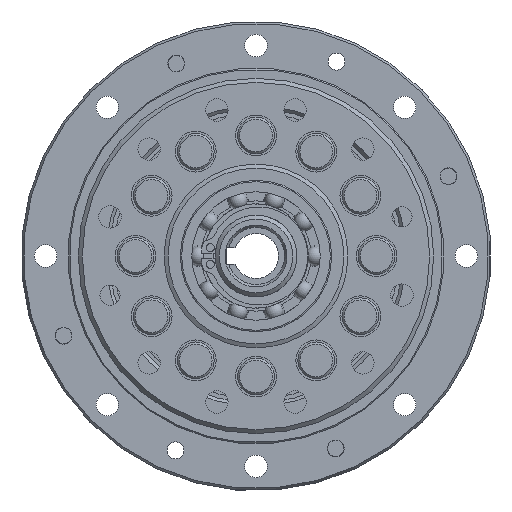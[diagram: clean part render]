
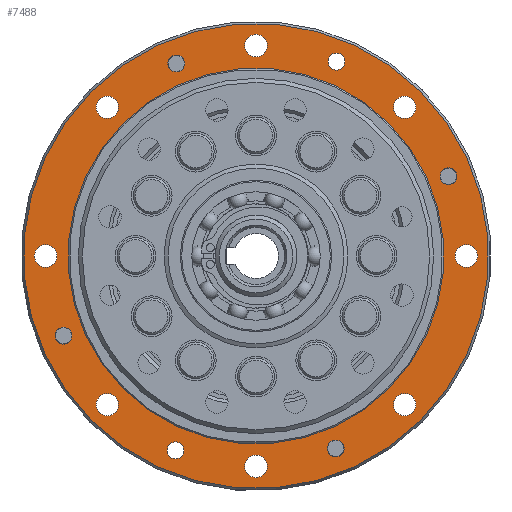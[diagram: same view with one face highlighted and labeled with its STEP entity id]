
A CAD part, left-side view. The second image highlights one B-rep face of the part: STEP entity #7488.
In plain terms, the highlighted planar face has unit normal (-1, 0, 0).
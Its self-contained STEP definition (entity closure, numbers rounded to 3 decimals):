
#1099=FACE_BOUND('',#2532,.T.);
#1100=FACE_BOUND('',#2533,.T.);
#1101=FACE_BOUND('',#2534,.T.);
#1102=FACE_BOUND('',#2535,.T.);
#1103=FACE_BOUND('',#2536,.T.);
#1104=FACE_BOUND('',#2537,.T.);
#1105=FACE_BOUND('',#2538,.T.);
#1106=FACE_BOUND('',#2539,.T.);
#1107=FACE_BOUND('',#2540,.T.);
#1108=FACE_BOUND('',#2541,.T.);
#1109=FACE_BOUND('',#2542,.T.);
#1110=FACE_BOUND('',#2543,.T.);
#1111=FACE_BOUND('',#2544,.T.);
#1112=FACE_BOUND('',#2545,.T.);
#1113=FACE_BOUND('',#2546,.T.);
#1618=FACE_OUTER_BOUND('',#2531,.T.);
#2531=EDGE_LOOP('',(#6199));
#2532=EDGE_LOOP('',(#6200));
#2533=EDGE_LOOP('',(#6201));
#2534=EDGE_LOOP('',(#6202));
#2535=EDGE_LOOP('',(#6203));
#2536=EDGE_LOOP('',(#6204));
#2537=EDGE_LOOP('',(#6205));
#2538=EDGE_LOOP('',(#6206));
#2539=EDGE_LOOP('',(#6207));
#2540=EDGE_LOOP('',(#6208));
#2541=EDGE_LOOP('',(#6209));
#2542=EDGE_LOOP('',(#6210));
#2543=EDGE_LOOP('',(#6211));
#2544=EDGE_LOOP('',(#6212));
#2545=EDGE_LOOP('',(#6213));
#2546=EDGE_LOOP('',(#6214));
#2768=CIRCLE('',#7847,46.);
#3185=CIRCLE('',#8585,2.067);
#3186=CIRCLE('',#8587,2.067);
#3187=CIRCLE('',#8589,2.75);
#3188=CIRCLE('',#8591,2.75);
#3189=CIRCLE('',#8593,2.75);
#3190=CIRCLE('',#8595,2.75);
#3191=CIRCLE('',#8597,2.75);
#3192=CIRCLE('',#8599,2.75);
#3193=CIRCLE('',#8601,2.75);
#3194=CIRCLE('',#8603,2.75);
#3195=CIRCLE('',#8605,2.067);
#3196=CIRCLE('',#8607,2.067);
#3197=CIRCLE('',#8609,2.067);
#3198=CIRCLE('',#8611,2.067);
#3201=CIRCLE('',#8617,56.923);
#3387=VERTEX_POINT('',#11560);
#3839=VERTEX_POINT('',#12974);
#3840=VERTEX_POINT('',#12977);
#3841=VERTEX_POINT('',#12980);
#3842=VERTEX_POINT('',#12983);
#3843=VERTEX_POINT('',#12986);
#3844=VERTEX_POINT('',#12989);
#3845=VERTEX_POINT('',#12992);
#3846=VERTEX_POINT('',#12995);
#3847=VERTEX_POINT('',#12998);
#3848=VERTEX_POINT('',#13001);
#3849=VERTEX_POINT('',#13004);
#3850=VERTEX_POINT('',#13007);
#3851=VERTEX_POINT('',#13010);
#3852=VERTEX_POINT('',#13013);
#3855=VERTEX_POINT('',#13022);
#4051=EDGE_CURVE('',#3387,#3387,#2768,.T.);
#4634=EDGE_CURVE('',#3839,#3839,#3185,.T.);
#4635=EDGE_CURVE('',#3840,#3840,#3186,.T.);
#4636=EDGE_CURVE('',#3841,#3841,#3187,.T.);
#4637=EDGE_CURVE('',#3842,#3842,#3188,.T.);
#4638=EDGE_CURVE('',#3843,#3843,#3189,.T.);
#4639=EDGE_CURVE('',#3844,#3844,#3190,.T.);
#4640=EDGE_CURVE('',#3845,#3845,#3191,.T.);
#4641=EDGE_CURVE('',#3846,#3846,#3192,.T.);
#4642=EDGE_CURVE('',#3847,#3847,#3193,.T.);
#4643=EDGE_CURVE('',#3848,#3848,#3194,.T.);
#4644=EDGE_CURVE('',#3849,#3849,#3195,.T.);
#4645=EDGE_CURVE('',#3850,#3850,#3196,.T.);
#4646=EDGE_CURVE('',#3851,#3851,#3197,.T.);
#4647=EDGE_CURVE('',#3852,#3852,#3198,.T.);
#4650=EDGE_CURVE('',#3855,#3855,#3201,.T.);
#6199=ORIENTED_EDGE('',*,*,#4650,.F.);
#6200=ORIENTED_EDGE('',*,*,#4634,.T.);
#6201=ORIENTED_EDGE('',*,*,#4635,.T.);
#6202=ORIENTED_EDGE('',*,*,#4636,.T.);
#6203=ORIENTED_EDGE('',*,*,#4637,.T.);
#6204=ORIENTED_EDGE('',*,*,#4638,.T.);
#6205=ORIENTED_EDGE('',*,*,#4639,.T.);
#6206=ORIENTED_EDGE('',*,*,#4640,.T.);
#6207=ORIENTED_EDGE('',*,*,#4641,.T.);
#6208=ORIENTED_EDGE('',*,*,#4642,.T.);
#6209=ORIENTED_EDGE('',*,*,#4643,.T.);
#6210=ORIENTED_EDGE('',*,*,#4644,.T.);
#6211=ORIENTED_EDGE('',*,*,#4645,.T.);
#6212=ORIENTED_EDGE('',*,*,#4646,.T.);
#6213=ORIENTED_EDGE('',*,*,#4647,.T.);
#6214=ORIENTED_EDGE('',*,*,#4051,.T.);
#6464=PLANE('',#8620);
#7488=ADVANCED_FACE('',(#1618,#1099,#1100,#1101,#1102,#1103,#1104,#1105,
#1106,#1107,#1108,#1109,#1110,#1111,#1112,#1113),#6464,.F.);
#7847=AXIS2_PLACEMENT_3D('',#11561,#9275,#9276);
#8585=AXIS2_PLACEMENT_3D('',#12975,#10888,#10889);
#8587=AXIS2_PLACEMENT_3D('',#12978,#10892,#10893);
#8589=AXIS2_PLACEMENT_3D('',#12981,#10896,#10897);
#8591=AXIS2_PLACEMENT_3D('',#12984,#10900,#10901);
#8593=AXIS2_PLACEMENT_3D('',#12987,#10904,#10905);
#8595=AXIS2_PLACEMENT_3D('',#12990,#10908,#10909);
#8597=AXIS2_PLACEMENT_3D('',#12993,#10912,#10913);
#8599=AXIS2_PLACEMENT_3D('',#12996,#10916,#10917);
#8601=AXIS2_PLACEMENT_3D('',#12999,#10920,#10921);
#8603=AXIS2_PLACEMENT_3D('',#13002,#10924,#10925);
#8605=AXIS2_PLACEMENT_3D('',#13005,#10928,#10929);
#8607=AXIS2_PLACEMENT_3D('',#13008,#10932,#10933);
#8609=AXIS2_PLACEMENT_3D('',#13011,#10936,#10937);
#8611=AXIS2_PLACEMENT_3D('',#13014,#10940,#10941);
#8617=AXIS2_PLACEMENT_3D('',#13023,#10952,#10953);
#8620=AXIS2_PLACEMENT_3D('',#13027,#10958,#10959);
#9275=DIRECTION('center_axis',(1.,0.,0.));
#9276=DIRECTION('ref_axis',(0.,0.707,-0.707));
#10888=DIRECTION('center_axis',(1.,0.,0.));
#10889=DIRECTION('ref_axis',(0.,0.707,-0.707));
#10892=DIRECTION('center_axis',(1.,0.,0.));
#10893=DIRECTION('ref_axis',(0.,-0.707,0.707));
#10896=DIRECTION('center_axis',(1.,0.,0.));
#10897=DIRECTION('ref_axis',(0.,0.,
1.));
#10900=DIRECTION('center_axis',(1.,0.,0.));
#10901=DIRECTION('ref_axis',(0.,0.707,0.707));
#10904=DIRECTION('center_axis',(1.,0.,0.));
#10905=DIRECTION('ref_axis',(0.,1.,0.));
#10908=DIRECTION('center_axis',(1.,0.,0.));
#10909=DIRECTION('ref_axis',(0.,0.707,-0.707));
#10912=DIRECTION('center_axis',(1.,0.,0.));
#10913=DIRECTION('ref_axis',(0.,0.,
-1.));
#10916=DIRECTION('center_axis',(1.,0.,0.));
#10917=DIRECTION('ref_axis',(0.,-0.707,-0.707));
#10920=DIRECTION('center_axis',(1.,0.,0.));
#10921=DIRECTION('ref_axis',(0.,-1.,0.));
#10924=DIRECTION('center_axis',(1.,0.,0.));
#10925=DIRECTION('ref_axis',(0.,-0.707,0.707));
#10928=DIRECTION('center_axis',(1.,0.,0.));
#10929=DIRECTION('ref_axis',(0.,-0.707,-0.707));
#10932=DIRECTION('center_axis',(1.,0.,0.));
#10933=DIRECTION('ref_axis',(0.,-0.707,0.707));
#10936=DIRECTION('center_axis',(1.,0.,0.));
#10937=DIRECTION('ref_axis',(0.,0.707,0.707));
#10940=DIRECTION('center_axis',(1.,0.,0.));
#10941=DIRECTION('ref_axis',(0.,0.707,-0.707));
#10952=DIRECTION('center_axis',(1.,0.,0.));
#10953=DIRECTION('ref_axis',(0.,-0.707,-0.707));
#10958=DIRECTION('center_axis',(1.,0.,0.));
#10959=DIRECTION('ref_axis',(0.,0.707,-0.707));
#11560=CARTESIAN_POINT('',(15.5,-32.527,32.527));
#11561=CARTESIAN_POINT('Origin',(15.5,0.,0.));
#12974=CARTESIAN_POINT('',(15.5,21.17,-49.041));
#12975=CARTESIAN_POINT('Origin',(15.5,19.708,-47.58));
#12977=CARTESIAN_POINT('',(15.5,-21.17,49.041));
#12978=CARTESIAN_POINT('Origin',(15.5,-19.708,47.58));
#12980=CARTESIAN_POINT('',(15.5,51.5,2.75));
#12981=CARTESIAN_POINT('Origin',(15.5,51.5,0.));
#12983=CARTESIAN_POINT('',(15.5,38.361,-34.471));
#12984=CARTESIAN_POINT('Origin',(15.5,36.416,-36.416));
#12986=CARTESIAN_POINT('',(15.5,2.75,-51.5));
#12987=CARTESIAN_POINT('Origin',(15.5,0.,-51.5));
#12989=CARTESIAN_POINT('',(15.5,-34.471,-38.361));
#12990=CARTESIAN_POINT('Origin',(15.5,-36.416,-36.416));
#12992=CARTESIAN_POINT('',(15.5,-51.5,-2.75));
#12993=CARTESIAN_POINT('Origin',(15.5,-51.5,0.));
#12995=CARTESIAN_POINT('',(15.5,-38.361,34.471));
#12996=CARTESIAN_POINT('Origin',(15.5,-36.416,36.416));
#12998=CARTESIAN_POINT('',(15.5,-2.75,51.5));
#12999=CARTESIAN_POINT('Origin',(15.5,0.,51.5));
#13001=CARTESIAN_POINT('',(15.5,34.471,38.361));
#13002=CARTESIAN_POINT('Origin',(15.5,36.416,36.416));
#13004=CARTESIAN_POINT('',(15.5,48.579,-18.055));
#13005=CARTESIAN_POINT('Origin',(15.5,47.118,-19.517));
#13007=CARTESIAN_POINT('',(15.5,-18.055,-48.579));
#13008=CARTESIAN_POINT('Origin',(15.5,-19.517,-47.118));
#13010=CARTESIAN_POINT('',(15.5,-48.579,18.055));
#13011=CARTESIAN_POINT('Origin',(15.5,-47.118,19.517));
#13013=CARTESIAN_POINT('',(15.5,18.055,48.579));
#13014=CARTESIAN_POINT('Origin',(15.5,19.517,47.118));
#13022=CARTESIAN_POINT('',(15.5,40.25,40.25));
#13023=CARTESIAN_POINT('Origin',(15.5,0.,0.));
#13027=CARTESIAN_POINT('Origin',(15.5,0.,0.));
